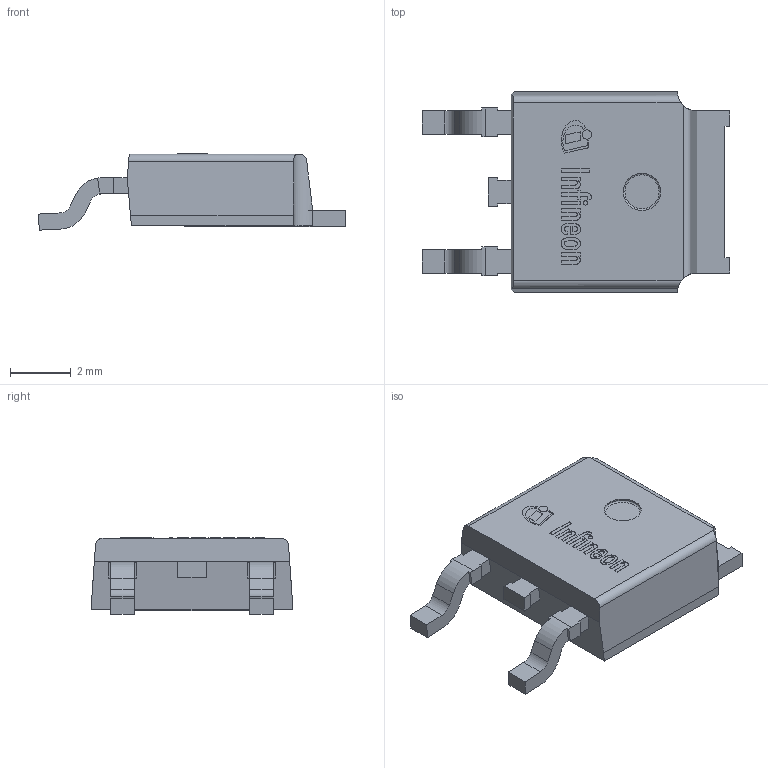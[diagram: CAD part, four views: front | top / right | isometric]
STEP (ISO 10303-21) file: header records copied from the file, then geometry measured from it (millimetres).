
FILE_DESCRIPTION(/* description */ (''),/* implementation_level */ '2;1');
FILE_NAME(/* name */ 'PG-TO252-3-37_Z8B00216796_V05_3D.stp',/* time_stamp */ '2025-09-03T22:18:14+05:30',/* author */ ('sivamani'),/* organization */ (''),/* preprocessor_version */ 'ST-DEVELOPER v19.2',/* originating_system */ 'AutoCAD Mechanical',/* authorisation */ '');
FILE_SCHEMA (('AUTOMOTIVE_DESIGN { 1 0 10303 214 3 1 1 }'));
Length unit declared in the file: millimetre
Products named in the file (1): Product
Bounding box: 10.1 x 6.6 x 2.51 mm (x, y, z)
Volume: 96.1 mm3; surface area: 226.5 mm2
Topology: 17 solids, 17 shells, 239 faces, 606 edges, 403 vertices
Faces by surface type: plane 186, cylinder 34, bspline 18, torus 1
Full cylindrical faces by diameter (mm): 0.149 x1, 0.307 x1, 1.225 x1
Entity records: 7425 total; most frequent: CARTESIAN_POINT 1658, ORIENTED_EDGE 1212, DIRECTION 1088, EDGE_CURVE 606, LINE 488, VECTOR 488, VERTEX_POINT 403, AXIS2_PLACEMENT_3D 300
